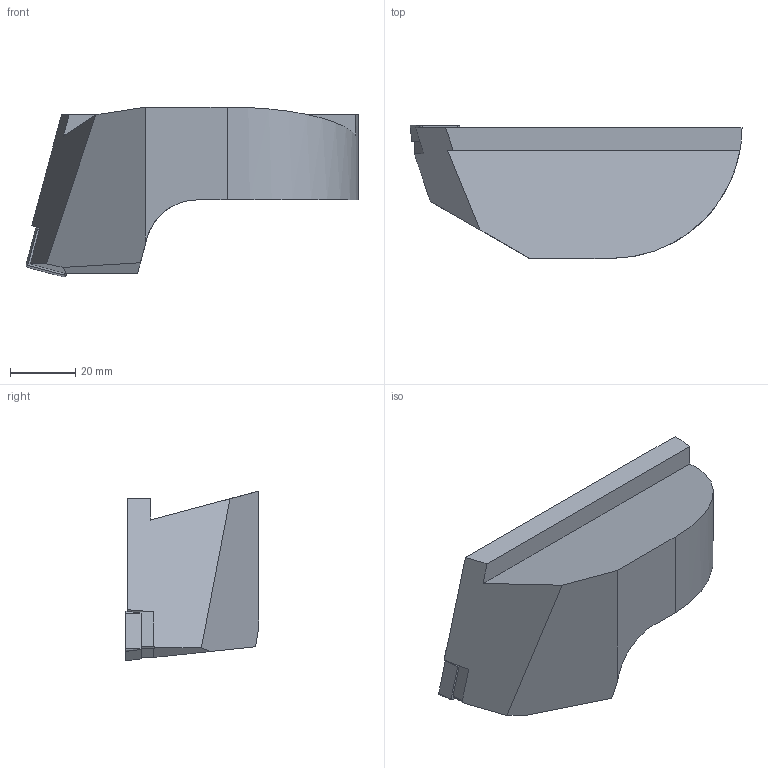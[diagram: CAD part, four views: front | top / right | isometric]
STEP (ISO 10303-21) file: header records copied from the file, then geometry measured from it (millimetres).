
FILE_DESCRIPTION(/* description */ (''),/* implementation_level */ '2;1');
FILE_NAME(/* name */ '1560774792410.stp',/* time_stamp */ '2019-06-17T14:33:15+02:00',/* author */ (''),/* organization */ ('SMS'),/* preprocessor_version */ 'ST-DEVELOPER v15',/* originating_system */ 'SIEMENS PLM Software NX 8.5',/* authorisation */ '');
FILE_SCHEMA (('AUTOMOTIVE_DESIGN { 1 0 10303 214 3 1 1 1 }'));
Length unit declared in the file: millimetre
Products named in the file (4): IsoTurningInsert; 202348701mod000_00; ASSEMBLY_CONSTRUCTION; 111150976mod000_01
Assembly tree (3 placements, depth 2):
  111150976mod000_01
    ASSEMBLY_CONSTRUCTION
    202348701mod000_00
    IsoTurningInsert
Bounding box: 101.5 x 40.7 x 51.9 mm (x, y, z)
Volume: 96280.5 mm3; surface area: 16153.6 mm2
Topology: 2 solids, 2 shells, 44 faces, 115 edges, 82 vertices
Faces by surface type: plane 29, cone 6, cylinder 5, torus 4
Full cylindrical faces by diameter (mm): 5.5 x2
Entity records: 1519 total; most frequent: CARTESIAN_POINT 295, DIRECTION 237, ORIENTED_EDGE 204, EDGE_CURVE 102, AXIS2_PLACEMENT_3D 81, LINE 75, VECTOR 75, VERTEX_POINT 71
